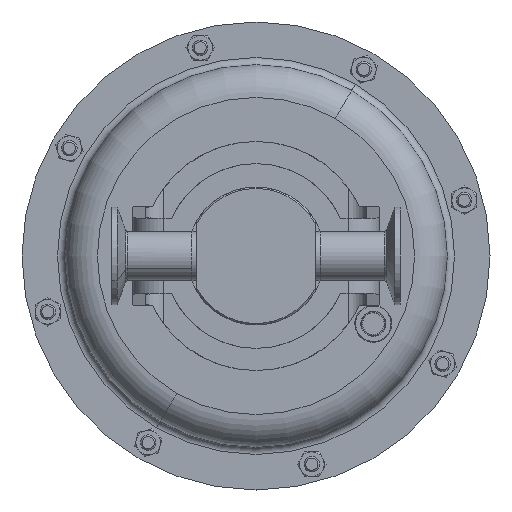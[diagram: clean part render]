
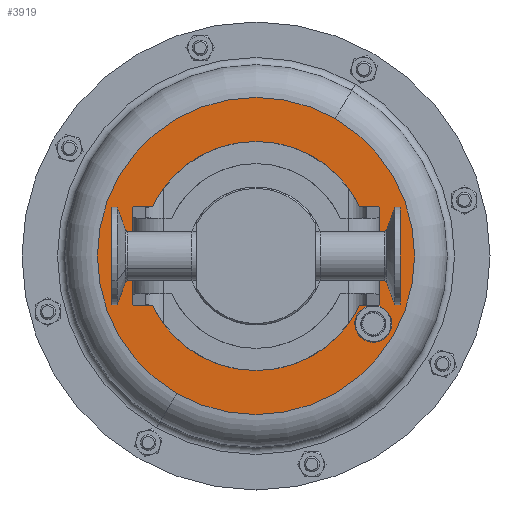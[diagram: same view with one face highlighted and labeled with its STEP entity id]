
A CAD part, front view. The second image highlights one B-rep face of the part: STEP entity #3919.
In plain terms, the highlighted planar face has unit normal (0, -1, 0).
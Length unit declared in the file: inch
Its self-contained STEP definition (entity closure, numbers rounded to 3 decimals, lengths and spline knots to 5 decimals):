
#379 = CIRCLE ( 'NONE', #6414, 3.219 ) ;
#831 = AXIS2_PLACEMENT_3D ( 'NONE', #14427, #5023, #9780 ) ;
#870 = DIRECTION ( 'NONE',  ( 0., 1., 0. ) ) ;
#1380 = DIRECTION ( 'NONE',  ( 0.5, 0., 0.866 ) ) ;
#1455 = AXIS2_PLACEMENT_3D ( 'NONE', #3563, #16540, #8607 ) ;
#1600 = VERTEX_POINT ( 'NONE', #4798 ) ;
#2449 = DIRECTION ( 'NONE',  ( 0.5, 0., 0.866 ) ) ;
#2461 = VERTEX_POINT ( 'NONE', #14335 ) ;
#3114 = CARTESIAN_POINT ( 'NONE',  ( 2.60854, 10.4865, -1.07649 ) ) ;
#3563 = CARTESIAN_POINT ( 'NONE',  ( 2.78774, 10.4865, -1.6095 ) ) ;
#3919 = ADVANCED_FACE ( 'NONE', ( #9950, #12926, #5187 ), #10134, .T. ) ;
#3922 = CIRCLE ( 'NONE', #4162, 3.219 ) ;
#4162 = AXIS2_PLACEMENT_3D ( 'NONE', #8964, #870, #2449 ) ;
#4621 = CARTESIAN_POINT ( 'NONE',  ( 0., 10.4865, -2.325 ) ) ;
#4798 = CARTESIAN_POINT ( 'NONE',  ( 2.1546, 10.4865, -1.67351 ) ) ;
#4862 = EDGE_LOOP ( 'NONE', ( #10125, #10428 ) ) ;
#5023 = DIRECTION ( 'NONE',  ( 0., 1., 0. ) ) ;
#5182 = ORIENTED_EDGE ( 'NONE', *, *, #15470, .T. ) ;
#5187 = FACE_BOUND ( 'NONE', #19444, .T. ) ;
#5618 = CARTESIAN_POINT ( 'NONE',  ( 0., 10.4865, 2.325 ) ) ;
#6222 = CARTESIAN_POINT ( 'NONE',  ( 0., 10.4865, 0. ) ) ;
#6234 = CARTESIAN_POINT ( 'NONE',  ( 2.38157, 10.4865, -1.375 ) ) ;
#6386 = VERTEX_POINT ( 'NONE', #5618 ) ;
#6414 = AXIS2_PLACEMENT_3D ( 'NONE', #6222, #17562, #1380 ) ;
#6620 = EDGE_CURVE ( 'NONE', #16663, #2461, #379, .T. ) ;
#6873 = CIRCLE ( 'NONE', #11275, 0.375 ) ;
#7237 = EDGE_CURVE ( 'NONE', #6386, #11591, #18079, .T. ) ;
#8607 = DIRECTION ( 'NONE',  ( -0.5, 0., -0.866 ) ) ;
#8705 = CARTESIAN_POINT ( 'NONE',  ( -1.6095, 10.4865, -2.78774 ) ) ;
#8761 = CARTESIAN_POINT ( 'NONE',  ( 2.38157, 10.4865, -1.375 ) ) ;
#8964 = CARTESIAN_POINT ( 'NONE',  ( 0., 10.4865, 0. ) ) ;
#9337 = DIRECTION ( 'NONE',  ( 0.605, 0., 0.796 ) ) ;
#9780 = DIRECTION ( 'NONE',  ( 0., 0., -1. ) ) ;
#9950 = FACE_BOUND ( 'NONE', #15763, .T. ) ;
#10125 = ORIENTED_EDGE ( 'NONE', *, *, #17205, .F. ) ;
#10134 = PLANE ( 'NONE',  #1455 ) ;
#10428 = ORIENTED_EDGE ( 'NONE', *, *, #6620, .F. ) ;
#10466 = DIRECTION ( 'NONE',  ( 0.605, 0., 0.796 ) ) ;
#10914 = EDGE_CURVE ( 'NONE', #1600, #15378, #6873, .T. ) ;
#11275 = AXIS2_PLACEMENT_3D ( 'NONE', #6234, #20487, #9337 ) ;
#11578 = ORIENTED_EDGE ( 'NONE', *, *, #7237, .T. ) ;
#11591 = VERTEX_POINT ( 'NONE', #4621 ) ;
#11692 = ORIENTED_EDGE ( 'NONE', *, *, #18452, .T. ) ;
#12803 = DIRECTION ( 'NONE',  ( 0., 0., -1. ) ) ;
#12926 = FACE_OUTER_BOUND ( 'NONE', #4862, .T. ) ;
#12979 = CIRCLE ( 'NONE', #20069, 2.325 ) ;
#13059 = ORIENTED_EDGE ( 'NONE', *, *, #10914, .T. ) ;
#14335 = CARTESIAN_POINT ( 'NONE',  ( 1.6095, 10.4865, 2.78774 ) ) ;
#14427 = CARTESIAN_POINT ( 'NONE',  ( 0., 10.4865, 0. ) ) ;
#14479 = DIRECTION ( 'NONE',  ( 0., 1., 0. ) ) ;
#15378 = VERTEX_POINT ( 'NONE', #3114 ) ;
#15470 = EDGE_CURVE ( 'NONE', #11591, #6386, #12979, .T. ) ;
#15763 = EDGE_LOOP ( 'NONE', ( #5182, #11578 ) ) ;
#16540 = DIRECTION ( 'NONE',  ( 0., -1., 0. ) ) ;
#16663 = VERTEX_POINT ( 'NONE', #8705 ) ;
#17205 = EDGE_CURVE ( 'NONE', #2461, #16663, #3922, .T. ) ;
#17562 = DIRECTION ( 'NONE',  ( 0., 1., 0. ) ) ;
#17588 = CARTESIAN_POINT ( 'NONE',  ( 0., 10.4865, 0. ) ) ;
#18079 = CIRCLE ( 'NONE', #831, 2.325 ) ;
#18249 = DIRECTION ( 'NONE',  ( 0., 1., 0. ) ) ;
#18452 = EDGE_CURVE ( 'NONE', #15378, #1600, #20508, .T. ) ;
#18645 = AXIS2_PLACEMENT_3D ( 'NONE', #8761, #18249, #10466 ) ;
#19444 = EDGE_LOOP ( 'NONE', ( #11692, #13059 ) ) ;
#20069 = AXIS2_PLACEMENT_3D ( 'NONE', #17588, #14479, #12803 ) ;
#20487 = DIRECTION ( 'NONE',  ( 0., 1., 0. ) ) ;
#20508 = CIRCLE ( 'NONE', #18645, 0.375 ) ;
